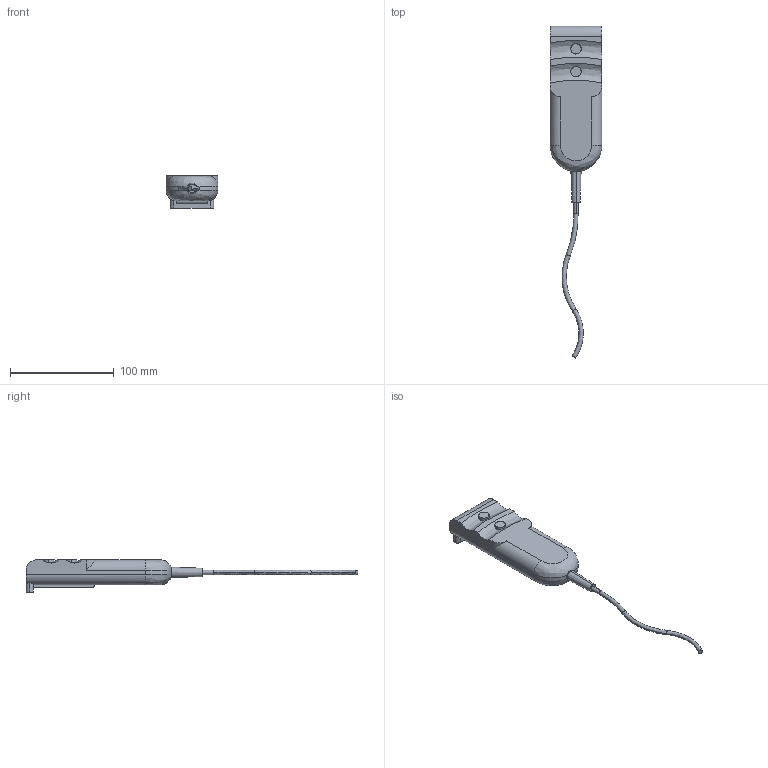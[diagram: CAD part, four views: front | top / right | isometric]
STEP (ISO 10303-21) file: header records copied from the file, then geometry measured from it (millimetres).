
FILE_DESCRIPTION (( 'STEP AP214' ), '1' );
FILE_NAME ('6940070', '2019-02-01T13:40:58', ( '' ), ('JUGARD+KÜNSTNER GmbH'), 'SwSTEP 2.0', 'SolidWorks 2017', '' );
FILE_SCHEMA (( 'AUTOMOTIVE_DESIGN' ));
Length unit declared in the file: millimetre
Products named in the file (1): 6940070_CNAJF00
Bounding box: 50 x 319.69 x 31 mm (x, y, z)
Volume: 158732.1 mm3; surface area: 23658.2 mm2
Topology: 1 solids, 1 shells, 49 faces, 122 edges, 78 vertices
Faces by surface type: cylinder 21, plane 16, bspline 10, cone 2
Entity records: 3233 total; most frequent: CARTESIAN_POINT 2083, ORIENTED_EDGE 244, DIRECTION 178, EDGE_CURVE 122, VERTEX_POINT 78, AXIS2_PLACEMENT_3D 65, EDGE_LOOP 52, FACE_OUTER_BOUND 49
